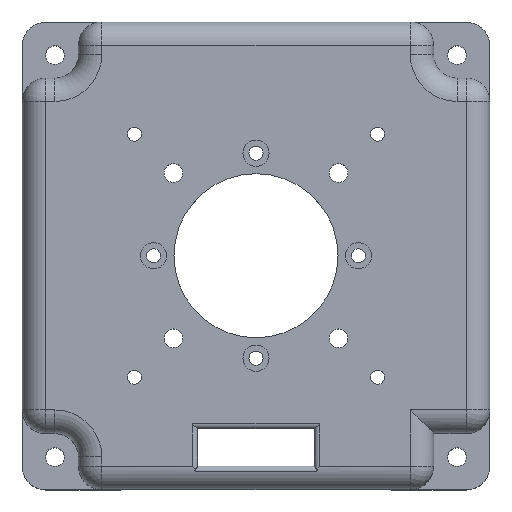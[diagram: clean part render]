
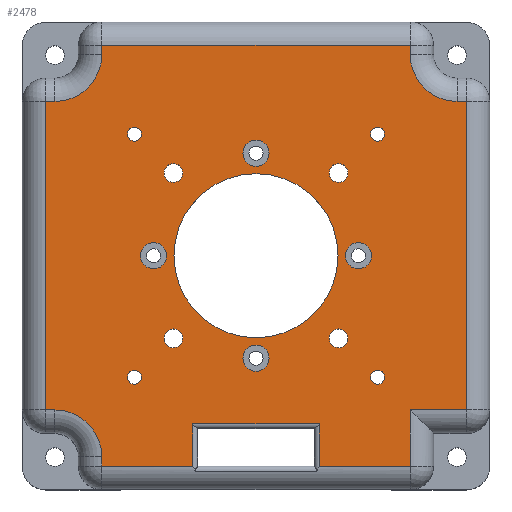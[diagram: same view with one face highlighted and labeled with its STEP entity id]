
A CAD part, top view. The second image highlights one B-rep face of the part: STEP entity #2478.
In plain terms, the highlighted planar face has unit normal (0, 0, 1).
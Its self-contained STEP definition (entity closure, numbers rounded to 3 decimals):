
#36=FACE_BOUND('',#403,.T.);
#37=FACE_BOUND('',#404,.T.);
#38=FACE_BOUND('',#405,.T.);
#39=FACE_BOUND('',#406,.T.);
#40=FACE_BOUND('',#407,.T.);
#41=FACE_BOUND('',#408,.T.);
#42=FACE_BOUND('',#409,.T.);
#43=FACE_BOUND('',#410,.T.);
#44=FACE_BOUND('',#411,.T.);
#45=FACE_BOUND('',#412,.T.);
#46=FACE_BOUND('',#413,.T.);
#47=FACE_BOUND('',#414,.T.);
#48=FACE_BOUND('',#415,.T.);
#76=CIRCLE('',#2646,10.);
#77=CIRCLE('',#2647,10.);
#78=CIRCLE('',#2648,10.);
#79=CIRCLE('',#2649,1.5);
#80=CIRCLE('',#2650,1.5);
#81=CIRCLE('',#2651,1.5);
#82=CIRCLE('',#2652,1.5);
#83=CIRCLE('',#2653,2.8);
#84=CIRCLE('',#2654,2.8);
#85=CIRCLE('',#2655,2.8);
#86=CIRCLE('',#2656,2.8);
#87=CIRCLE('',#2657,2.);
#88=CIRCLE('',#2658,2.);
#89=CIRCLE('',#2659,2.);
#90=CIRCLE('',#2660,2.);
#91=CIRCLE('',#2661,17.55);
#176=PLANE('',#2645);
#255=FACE_OUTER_BOUND('',#402,.T.);
#402=EDGE_LOOP('',(#1780,#1781,#1782,#1783,#1784,#1785,#1786,#1787,#1788,
#1789,#1790,#1791,#1792,#1793,#1794,#1795,#1796,#1797,#1798));
#403=EDGE_LOOP('',(#1799));
#404=EDGE_LOOP('',(#1800));
#405=EDGE_LOOP('',(#1801));
#406=EDGE_LOOP('',(#1802));
#407=EDGE_LOOP('',(#1803));
#408=EDGE_LOOP('',(#1804));
#409=EDGE_LOOP('',(#1805));
#410=EDGE_LOOP('',(#1806));
#411=EDGE_LOOP('',(#1807));
#412=EDGE_LOOP('',(#1808));
#413=EDGE_LOOP('',(#1809));
#414=EDGE_LOOP('',(#1810));
#415=EDGE_LOOP('',(#1811));
#631=LINE('',#3810,#883);
#633=LINE('',#3816,#885);
#634=LINE('',#3820,#886);
#637=LINE('',#3831,#889);
#638=LINE('',#3833,#890);
#639=LINE('',#3835,#891);
#640=LINE('',#3837,#892);
#641=LINE('',#3839,#893);
#642=LINE('',#3843,#894);
#643=LINE('',#3845,#895);
#644=LINE('',#3847,#896);
#645=LINE('',#3851,#897);
#646=LINE('',#3853,#898);
#647=LINE('',#3855,#899);
#648=LINE('',#3859,#900);
#649=LINE('',#3860,#901);
#883=VECTOR('',#2969,10.);
#885=VECTOR('',#2975,10.);
#886=VECTOR('',#2980,10.);
#889=VECTOR('',#2989,10.);
#890=VECTOR('',#2990,10.);
#891=VECTOR('',#2991,10.);
#892=VECTOR('',#2992,10.);
#893=VECTOR('',#2993,10.);
#894=VECTOR('',#2996,10.);
#895=VECTOR('',#2997,10.);
#896=VECTOR('',#2998,10.);
#897=VECTOR('',#3001,10.);
#898=VECTOR('',#3002,10.);
#899=VECTOR('',#3003,10.);
#900=VECTOR('',#3006,10.);
#901=VECTOR('',#3007,10.);
#1140=VERTEX_POINT('',#3804);
#1141=VERTEX_POINT('',#3809);
#1143=VERTEX_POINT('',#3815);
#1144=VERTEX_POINT('',#3819);
#1145=VERTEX_POINT('',#3830);
#1146=VERTEX_POINT('',#3832);
#1147=VERTEX_POINT('',#3834);
#1148=VERTEX_POINT('',#3836);
#1149=VERTEX_POINT('',#3838);
#1150=VERTEX_POINT('',#3840);
#1151=VERTEX_POINT('',#3842);
#1152=VERTEX_POINT('',#3844);
#1153=VERTEX_POINT('',#3846);
#1154=VERTEX_POINT('',#3848);
#1155=VERTEX_POINT('',#3850);
#1156=VERTEX_POINT('',#3852);
#1157=VERTEX_POINT('',#3854);
#1158=VERTEX_POINT('',#3856);
#1159=VERTEX_POINT('',#3858);
#1160=VERTEX_POINT('',#3861);
#1161=VERTEX_POINT('',#3863);
#1162=VERTEX_POINT('',#3865);
#1163=VERTEX_POINT('',#3867);
#1164=VERTEX_POINT('',#3869);
#1165=VERTEX_POINT('',#3871);
#1166=VERTEX_POINT('',#3873);
#1167=VERTEX_POINT('',#3875);
#1168=VERTEX_POINT('',#3877);
#1169=VERTEX_POINT('',#3879);
#1170=VERTEX_POINT('',#3881);
#1171=VERTEX_POINT('',#3883);
#1172=VERTEX_POINT('',#3885);
#1379=EDGE_CURVE('',#1140,#1141,#631,.T.);
#1382=EDGE_CURVE('',#1141,#1143,#633,.T.);
#1384=EDGE_CURVE('',#1143,#1144,#634,.T.);
#1388=EDGE_CURVE('',#1145,#1140,#637,.T.);
#1389=EDGE_CURVE('',#1146,#1145,#638,.T.);
#1390=EDGE_CURVE('',#1147,#1146,#639,.T.);
#1391=EDGE_CURVE('',#1148,#1147,#640,.T.);
#1392=EDGE_CURVE('',#1149,#1148,#641,.T.);
#1393=EDGE_CURVE('',#1150,#1149,#76,.T.);
#1394=EDGE_CURVE('',#1151,#1150,#642,.T.);
#1395=EDGE_CURVE('',#1152,#1151,#643,.T.);
#1396=EDGE_CURVE('',#1153,#1152,#644,.T.);
#1397=EDGE_CURVE('',#1154,#1153,#77,.T.);
#1398=EDGE_CURVE('',#1155,#1154,#645,.T.);
#1399=EDGE_CURVE('',#1156,#1155,#646,.T.);
#1400=EDGE_CURVE('',#1157,#1156,#647,.T.);
#1401=EDGE_CURVE('',#1158,#1157,#78,.T.);
#1402=EDGE_CURVE('',#1159,#1158,#648,.T.);
#1403=EDGE_CURVE('',#1144,#1159,#649,.T.);
#1404=EDGE_CURVE('',#1160,#1160,#79,.T.);
#1405=EDGE_CURVE('',#1161,#1161,#80,.T.);
#1406=EDGE_CURVE('',#1162,#1162,#81,.T.);
#1407=EDGE_CURVE('',#1163,#1163,#82,.T.);
#1408=EDGE_CURVE('',#1164,#1164,#83,.T.);
#1409=EDGE_CURVE('',#1165,#1165,#84,.T.);
#1410=EDGE_CURVE('',#1166,#1166,#85,.T.);
#1411=EDGE_CURVE('',#1167,#1167,#86,.T.);
#1412=EDGE_CURVE('',#1168,#1168,#87,.T.);
#1413=EDGE_CURVE('',#1169,#1169,#88,.T.);
#1414=EDGE_CURVE('',#1170,#1170,#89,.T.);
#1415=EDGE_CURVE('',#1171,#1171,#90,.T.);
#1416=EDGE_CURVE('',#1172,#1172,#91,.T.);
#1780=ORIENTED_EDGE('',*,*,#1379,.F.);
#1781=ORIENTED_EDGE('',*,*,#1388,.F.);
#1782=ORIENTED_EDGE('',*,*,#1389,.F.);
#1783=ORIENTED_EDGE('',*,*,#1390,.F.);
#1784=ORIENTED_EDGE('',*,*,#1391,.F.);
#1785=ORIENTED_EDGE('',*,*,#1392,.F.);
#1786=ORIENTED_EDGE('',*,*,#1393,.F.);
#1787=ORIENTED_EDGE('',*,*,#1394,.F.);
#1788=ORIENTED_EDGE('',*,*,#1395,.F.);
#1789=ORIENTED_EDGE('',*,*,#1396,.F.);
#1790=ORIENTED_EDGE('',*,*,#1397,.F.);
#1791=ORIENTED_EDGE('',*,*,#1398,.F.);
#1792=ORIENTED_EDGE('',*,*,#1399,.F.);
#1793=ORIENTED_EDGE('',*,*,#1400,.F.);
#1794=ORIENTED_EDGE('',*,*,#1401,.F.);
#1795=ORIENTED_EDGE('',*,*,#1402,.F.);
#1796=ORIENTED_EDGE('',*,*,#1403,.F.);
#1797=ORIENTED_EDGE('',*,*,#1384,.F.);
#1798=ORIENTED_EDGE('',*,*,#1382,.F.);
#1799=ORIENTED_EDGE('',*,*,#1404,.T.);
#1800=ORIENTED_EDGE('',*,*,#1405,.T.);
#1801=ORIENTED_EDGE('',*,*,#1406,.T.);
#1802=ORIENTED_EDGE('',*,*,#1407,.T.);
#1803=ORIENTED_EDGE('',*,*,#1408,.T.);
#1804=ORIENTED_EDGE('',*,*,#1409,.T.);
#1805=ORIENTED_EDGE('',*,*,#1410,.T.);
#1806=ORIENTED_EDGE('',*,*,#1411,.T.);
#1807=ORIENTED_EDGE('',*,*,#1412,.T.);
#1808=ORIENTED_EDGE('',*,*,#1413,.T.);
#1809=ORIENTED_EDGE('',*,*,#1414,.T.);
#1810=ORIENTED_EDGE('',*,*,#1415,.T.);
#1811=ORIENTED_EDGE('',*,*,#1416,.T.);
#2478=ADVANCED_FACE('',(#255,#36,#37,#38,#39,#40,#41,#42,#43,#44,#45,#46,
#47,#48),#176,.T.);
#2645=AXIS2_PLACEMENT_3D('',#3829,#2987,#2988);
#2646=AXIS2_PLACEMENT_3D('',#3841,#2994,#2995);
#2647=AXIS2_PLACEMENT_3D('',#3849,#2999,#3000);
#2648=AXIS2_PLACEMENT_3D('',#3857,#3004,#3005);
#2649=AXIS2_PLACEMENT_3D('',#3862,#3008,#3009);
#2650=AXIS2_PLACEMENT_3D('',#3864,#3010,#3011);
#2651=AXIS2_PLACEMENT_3D('',#3866,#3012,#3013);
#2652=AXIS2_PLACEMENT_3D('',#3868,#3014,#3015);
#2653=AXIS2_PLACEMENT_3D('',#3870,#3016,#3017);
#2654=AXIS2_PLACEMENT_3D('',#3872,#3018,#3019);
#2655=AXIS2_PLACEMENT_3D('',#3874,#3020,#3021);
#2656=AXIS2_PLACEMENT_3D('',#3876,#3022,#3023);
#2657=AXIS2_PLACEMENT_3D('',#3878,#3024,#3025);
#2658=AXIS2_PLACEMENT_3D('',#3880,#3026,#3027);
#2659=AXIS2_PLACEMENT_3D('',#3882,#3028,#3029);
#2660=AXIS2_PLACEMENT_3D('',#3884,#3030,#3031);
#2661=AXIS2_PLACEMENT_3D('',#3886,#3032,#3033);
#2969=DIRECTION('',(0.,1.,0.));
#2975=DIRECTION('',(-1.,0.,0.));
#2980=DIRECTION('',(0.,-1.,0.));
#2987=DIRECTION('center_axis',(0.,0.,1.));
#2988=DIRECTION('ref_axis',(1.,0.,0.));
#2989=DIRECTION('',(-1.,0.,0.));
#2990=DIRECTION('',(0.,-1.,0.));
#2991=DIRECTION('',(-1.,0.,0.));
#2992=DIRECTION('',(0.,-1.,0.));
#2993=DIRECTION('',(1.,0.,0.));
#2994=DIRECTION('center_axis',(0.,0.,1.));
#2995=DIRECTION('ref_axis',(-0.707,-0.707,0.));
#2996=DIRECTION('',(0.,-1.,0.));
#2997=DIRECTION('',(1.,0.,0.));
#2998=DIRECTION('',(0.,1.,0.));
#2999=DIRECTION('center_axis',(0.,0.,1.));
#3000=DIRECTION('ref_axis',(0.707,-0.707,0.));
#3001=DIRECTION('',(1.,0.,0.));
#3002=DIRECTION('',(0.,1.,0.));
#3003=DIRECTION('',(-1.,0.,0.));
#3004=DIRECTION('center_axis',(0.,0.,1.));
#3005=DIRECTION('ref_axis',(0.707,0.707,0.));
#3006=DIRECTION('',(0.,1.,0.));
#3007=DIRECTION('',(-1.,0.,0.));
#3008=DIRECTION('center_axis',(0.,0.,-1.));
#3009=DIRECTION('ref_axis',(-1.,0.,0.));
#3010=DIRECTION('center_axis',(0.,0.,-1.));
#3011=DIRECTION('ref_axis',(-1.,0.,0.));
#3012=DIRECTION('center_axis',(0.,0.,-1.));
#3013=DIRECTION('ref_axis',(-1.,0.,0.));
#3014=DIRECTION('center_axis',(0.,0.,-1.));
#3015=DIRECTION('ref_axis',(-1.,0.,0.));
#3016=DIRECTION('center_axis',(0.,0.,-1.));
#3017=DIRECTION('ref_axis',(1.,0.,0.));
#3018=DIRECTION('center_axis',(0.,0.,-1.));
#3019=DIRECTION('ref_axis',(1.,0.,0.));
#3020=DIRECTION('center_axis',(0.,0.,-1.));
#3021=DIRECTION('ref_axis',(1.,0.,0.));
#3022=DIRECTION('center_axis',(0.,0.,-1.));
#3023=DIRECTION('ref_axis',(1.,0.,0.));
#3024=DIRECTION('center_axis',(0.,0.,-1.));
#3025=DIRECTION('ref_axis',(1.,0.,0.));
#3026=DIRECTION('center_axis',(0.,0.,-1.));
#3027=DIRECTION('ref_axis',(1.,0.,0.));
#3028=DIRECTION('center_axis',(0.,0.,-1.));
#3029=DIRECTION('ref_axis',(1.,0.,0.));
#3030=DIRECTION('center_axis',(0.,0.,-1.));
#3031=DIRECTION('ref_axis',(1.,0.,0.));
#3032=DIRECTION('center_axis',(0.,0.,-1.));
#3033=DIRECTION('ref_axis',(-1.,0.,0.));
#3804=CARTESIAN_POINT('',(63.5,5.,70.));
#3809=CARTESIAN_POINT('',(63.5,14.,70.));
#3810=CARTESIAN_POINT('',(63.5,31.5,70.));
#3815=CARTESIAN_POINT('',(36.5,14.,70.));
#3816=CARTESIAN_POINT('',(43.75,14.,70.));
#3819=CARTESIAN_POINT('',(36.5,5.,70.));
#3820=CARTESIAN_POINT('',(36.5,27.5,70.));
#3829=CARTESIAN_POINT('Origin',(50.,50.,70.));
#3830=CARTESIAN_POINT('',(83.,5.,70.));
#3831=CARTESIAN_POINT('',(25.,5.,70.));
#3832=CARTESIAN_POINT('',(83.,17.,70.));
#3833=CARTESIAN_POINT('',(83.,25.,70.));
#3834=CARTESIAN_POINT('',(95.,17.,70.));
#3835=CARTESIAN_POINT('',(69.,17.,70.));
#3836=CARTESIAN_POINT('',(95.,83.,70.));
#3837=CARTESIAN_POINT('',(95.,25.,70.));
#3838=CARTESIAN_POINT('',(93.,83.,70.));
#3839=CARTESIAN_POINT('',(75.,83.,70.));
#3840=CARTESIAN_POINT('',(83.,93.,70.));
#3841=CARTESIAN_POINT('Origin',(93.,93.,70.));
#3842=CARTESIAN_POINT('',(83.,95.,70.));
#3843=CARTESIAN_POINT('',(83.,69.,70.));
#3844=CARTESIAN_POINT('',(17.,95.,70.));
#3845=CARTESIAN_POINT('',(75.,95.,70.));
#3846=CARTESIAN_POINT('',(17.,93.,70.));
#3847=CARTESIAN_POINT('',(17.,75.,70.));
#3848=CARTESIAN_POINT('',(7.,83.,70.));
#3849=CARTESIAN_POINT('Origin',(7.,93.,70.));
#3850=CARTESIAN_POINT('',(5.,83.,70.));
#3851=CARTESIAN_POINT('',(31.,83.,70.));
#3852=CARTESIAN_POINT('',(5.,17.,70.));
#3853=CARTESIAN_POINT('',(5.,75.,70.));
#3854=CARTESIAN_POINT('',(7.,17.,70.));
#3855=CARTESIAN_POINT('',(25.,17.,70.));
#3856=CARTESIAN_POINT('',(17.,7.,70.));
#3857=CARTESIAN_POINT('Origin',(7.,7.,70.));
#3858=CARTESIAN_POINT('',(17.,5.,70.));
#3859=CARTESIAN_POINT('',(17.,31.,70.));
#3860=CARTESIAN_POINT('',(25.,5.,70.));
#3861=CARTESIAN_POINT('',(77.5,76.,70.));
#3862=CARTESIAN_POINT('Origin',(76.,76.,70.));
#3863=CARTESIAN_POINT('',(25.5,24.,70.));
#3864=CARTESIAN_POINT('Origin',(24.,24.,70.));
#3865=CARTESIAN_POINT('',(77.5,24.,70.));
#3866=CARTESIAN_POINT('Origin',(76.,24.,70.));
#3867=CARTESIAN_POINT('',(25.5,76.,70.));
#3868=CARTESIAN_POINT('Origin',(24.,76.,70.));
#3869=CARTESIAN_POINT('',(69.12,50.,70.));
#3870=CARTESIAN_POINT('Origin',(71.92,50.,70.));
#3871=CARTESIAN_POINT('',(47.2,71.92,70.));
#3872=CARTESIAN_POINT('Origin',(50.,71.92,70.));
#3873=CARTESIAN_POINT('',(25.28,50.,70.));
#3874=CARTESIAN_POINT('Origin',(28.08,50.,70.));
#3875=CARTESIAN_POINT('',(47.2,28.08,70.));
#3876=CARTESIAN_POINT('Origin',(50.,28.08,70.));
#3877=CARTESIAN_POINT('',(65.678,32.322,70.));
#3878=CARTESIAN_POINT('Origin',(67.678,32.322,70.));
#3879=CARTESIAN_POINT('',(30.322,67.678,70.));
#3880=CARTESIAN_POINT('Origin',(32.322,67.678,70.));
#3881=CARTESIAN_POINT('',(65.678,67.678,70.));
#3882=CARTESIAN_POINT('Origin',(67.678,67.678,70.));
#3883=CARTESIAN_POINT('',(30.322,32.322,70.));
#3884=CARTESIAN_POINT('Origin',(32.322,32.322,70.));
#3885=CARTESIAN_POINT('',(67.55,50.,70.));
#3886=CARTESIAN_POINT('Origin',(50.,50.,70.));
